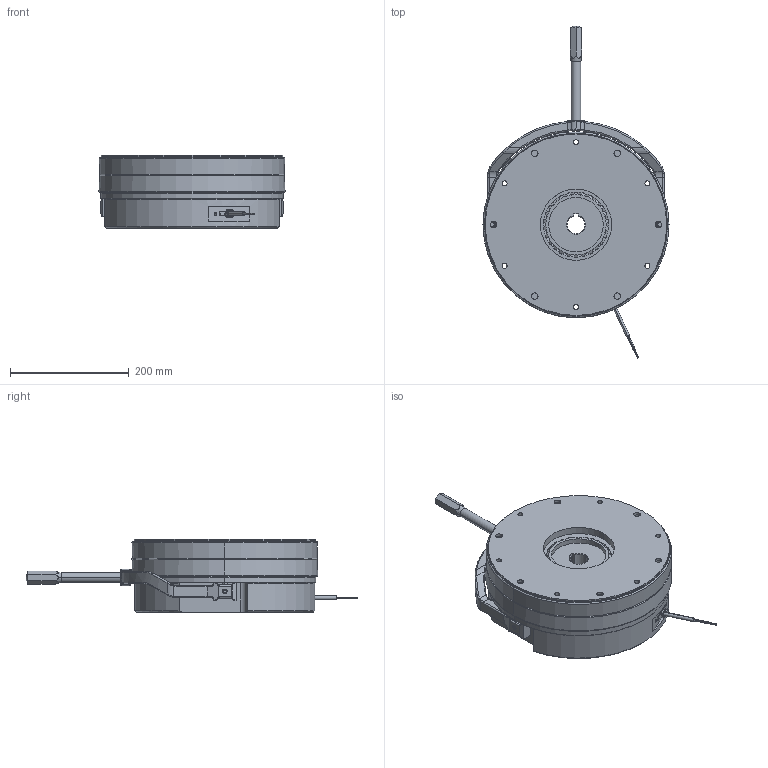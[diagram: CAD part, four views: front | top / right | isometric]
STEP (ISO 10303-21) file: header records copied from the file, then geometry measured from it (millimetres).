
FILE_DESCRIPTION (( 'STEP AP214' ), '1' );
FILE_NAME ('dr_bk_10_38_hfs_mu.STEP', '2021-11-04T07:19:06', ( '' ), ( '' ), 'SwSTEP 2.0', 'SolidWorks 2019', '' );
FILE_SCHEMA (( 'AUTOMOTIVE_DESIGN' ));
Length unit declared in the file: millimetre
Products named in the file (9): 10068505_000; 10068507_000; 10068514_000; 10068516_000; 10068512_000_Einbauzustand d=302,6 - d=303,6 -  b=53,55; 10068515_000; 10068506_000; 10068513_000; dr_bk_10_38_hfs_mu
Assembly tree (13 placements, depth 2):
  dr_bk_10_38_hfs_mu
    10068507_000
    10068513_000  x6
    10068514_000
    10068506_000
    10068515_000
    10068516_000
    10068512_000_Einbauzustand d=302,6 - d=303,6 -  b=53,55
    10068505_000
Bounding box: 313.74 x 559.51 x 123.3 mm (x, y, z)
Volume: 7389965.3 mm3; surface area: 1053762.4 mm2
Topology: 45 solids, 46 shells, 1675 faces, 4017 edges, 2491 vertices
Faces by surface type: cylinder 636, plane 544, cone 294, bspline 130, torus 59, sphere 12
Entity records: 69000 total; most frequent: CARTESIAN_POINT 18116, DIRECTION 7550, ORIENTED_EDGE 7522, EDGE_CURVE 3761, AXIS2_PLACEMENT_3D 2974, VERTEX_POINT 2351, EDGE_LOOP 1754, LINE 1602
